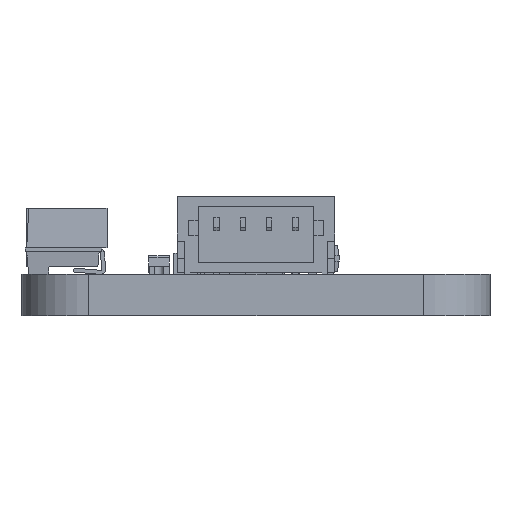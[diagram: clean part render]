
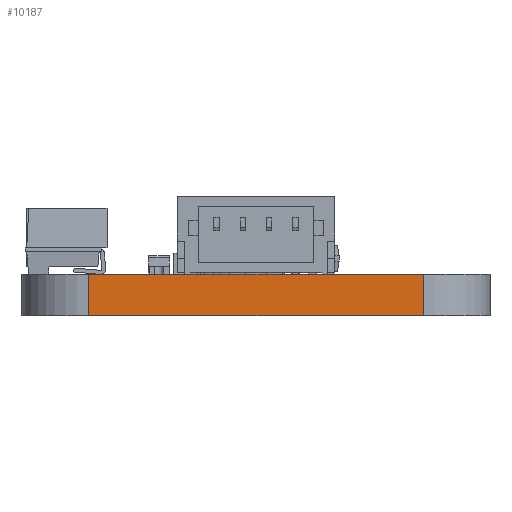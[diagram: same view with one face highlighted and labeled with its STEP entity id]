
A CAD part, left-side view. The second image highlights one B-rep face of the part: STEP entity #10187.
In plain terms, the highlighted planar face has unit normal (-1, 0, 0).
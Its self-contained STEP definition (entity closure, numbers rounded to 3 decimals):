
#156=PLANE('',#10890);
#623=FACE_OUTER_BOUND('',#1159,.T.);
#1159=EDGE_LOOP('',(#6886,#6887,#6888,#6889));
#1752=LINE('',#14466,#3001);
#1753=LINE('',#14469,#3002);
#1754=LINE('',#14471,#3003);
#1755=LINE('',#14472,#3004);
#3001=VECTOR('',#11752,10.);
#3002=VECTOR('',#11755,10.);
#3003=VECTOR('',#11756,10.);
#3004=VECTOR('',#11757,10.);
#4455=VERTEX_POINT('',#14462);
#4456=VERTEX_POINT('',#14464);
#4457=VERTEX_POINT('',#14468);
#4458=VERTEX_POINT('',#14470);
#5418=EDGE_CURVE('',#4455,#4456,#1752,.T.);
#5419=EDGE_CURVE('',#4457,#4455,#1753,.T.);
#5420=EDGE_CURVE('',#4458,#4456,#1754,.T.);
#5421=EDGE_CURVE('',#4457,#4458,#1755,.T.);
#6886=ORIENTED_EDGE('',*,*,#5419,.T.);
#6887=ORIENTED_EDGE('',*,*,#5418,.T.);
#6888=ORIENTED_EDGE('',*,*,#5420,.F.);
#6889=ORIENTED_EDGE('',*,*,#5421,.F.);
#10187=ADVANCED_FACE('',(#623),#156,.T.);
#10890=AXIS2_PLACEMENT_3D('',#14467,#11753,#11754);
#11752=DIRECTION('',(0.,0.,1.));
#11753=DIRECTION('center_axis',(-1.,0.,0.));
#11754=DIRECTION('ref_axis',(0.,-1.,0.));
#11755=DIRECTION('',(0.,-1.,0.));
#11756=DIRECTION('',(0.,-1.,0.));
#11757=DIRECTION('',(0.,0.,1.));
#14462=CARTESIAN_POINT('',(0.,2.54,0.));
#14464=CARTESIAN_POINT('',(0.,2.54,1.57));
#14466=CARTESIAN_POINT('',(0.,2.54,0.));
#14467=CARTESIAN_POINT('Origin',(0.,15.24,0.));
#14468=CARTESIAN_POINT('',(0.,15.24,0.));
#14469=CARTESIAN_POINT('',(0.,15.24,0.));
#14470=CARTESIAN_POINT('',(0.,15.24,1.57));
#14471=CARTESIAN_POINT('',(0.,15.24,1.57));
#14472=CARTESIAN_POINT('',(0.,15.24,0.));
